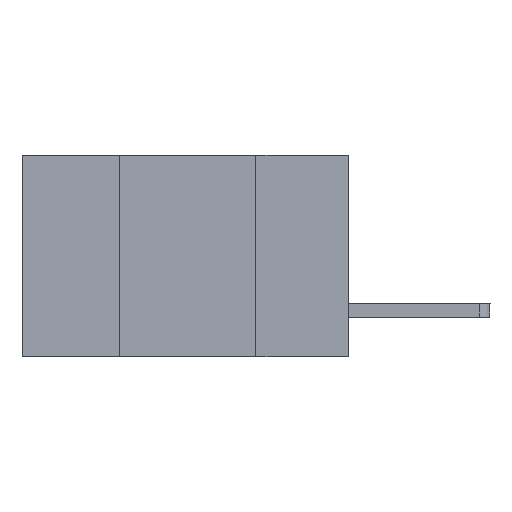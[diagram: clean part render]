
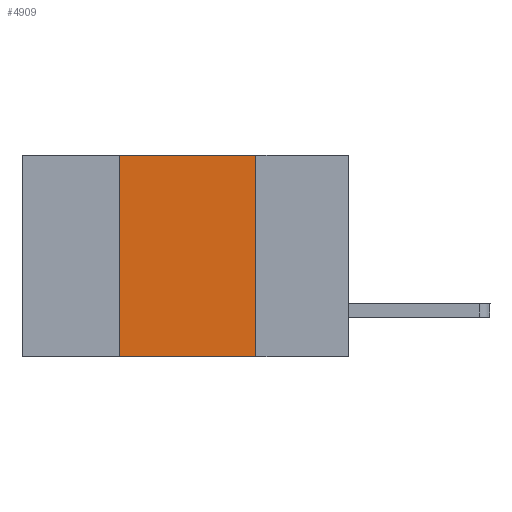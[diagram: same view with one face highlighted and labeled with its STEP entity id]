
A CAD part, left-side view. The second image highlights one B-rep face of the part: STEP entity #4909.
In plain terms, the highlighted planar face has unit normal (-1, 0, 0).
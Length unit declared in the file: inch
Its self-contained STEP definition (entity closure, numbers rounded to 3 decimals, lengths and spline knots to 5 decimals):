
#197 = VECTOR ( 'NONE', #9345, 39.37008 ) ;
#424 = CARTESIAN_POINT ( 'NONE',  ( 0., 0.6, -0.37 ) ) ;
#628 = EDGE_LOOP ( 'NONE', ( #7075, #11491, #3254, #9538 ) ) ;
#681 = EDGE_CURVE ( 'NONE', #7061, #2762, #3606, .T. ) ;
#1363 = DIRECTION ( 'NONE',  ( 0., 0., -1. ) ) ;
#1887 = CARTESIAN_POINT ( 'NONE',  ( 0., 0.42, 0. ) ) ;
#2170 = AXIS2_PLACEMENT_3D ( 'NONE', #5490, #7460, #6538 ) ;
#2635 = VERTEX_POINT ( 'NONE', #4395 ) ;
#2762 = VERTEX_POINT ( 'NONE', #10066 ) ;
#3254 = ORIENTED_EDGE ( 'NONE', *, *, #681, .F. ) ;
#3269 = LINE ( 'NONE', #424, #197 ) ;
#3288 = EDGE_CURVE ( 'NONE', #7061, #2635, #3269, .T. ) ;
#3606 = LINE ( 'NONE', #1887, #6920 ) ;
#3838 = DIRECTION ( 'NONE',  ( 0., 0., 1. ) ) ;
#4395 = CARTESIAN_POINT ( 'NONE',  ( 0., 0.17, -0.37 ) ) ;
#4909 = ADVANCED_FACE ( 'NONE', ( #9924 ), #10869, .F. ) ;
#5085 = LINE ( 'NONE', #9391, #9465 ) ;
#5089 = EDGE_CURVE ( 'NONE', #8955, #2635, #5085, .T. ) ;
#5490 = CARTESIAN_POINT ( 'NONE',  ( 0., 0.6, 0. ) ) ;
#5796 = EDGE_CURVE ( 'NONE', #2762, #8955, #7320, .T. ) ;
#6538 = DIRECTION ( 'NONE',  ( 0., 0., -1. ) ) ;
#6920 = VECTOR ( 'NONE', #3838, 39.37008 ) ;
#7061 = VERTEX_POINT ( 'NONE', #7263 ) ;
#7075 = ORIENTED_EDGE ( 'NONE', *, *, #5089, .F. ) ;
#7203 = CARTESIAN_POINT ( 'NONE',  ( 0., 0.6, 0. ) ) ;
#7263 = CARTESIAN_POINT ( 'NONE',  ( 0., 0.42, -0.37 ) ) ;
#7320 = LINE ( 'NONE', #7203, #9654 ) ;
#7460 = DIRECTION ( 'NONE',  ( 1., 0., 0. ) ) ;
#8955 = VERTEX_POINT ( 'NONE', #10586 ) ;
#9345 = DIRECTION ( 'NONE',  ( 0., -1., 0. ) ) ;
#9391 = CARTESIAN_POINT ( 'NONE',  ( 0., 0.17, 0. ) ) ;
#9465 = VECTOR ( 'NONE', #1363, 39.37008 ) ;
#9538 = ORIENTED_EDGE ( 'NONE', *, *, #3288, .T. ) ;
#9654 = VECTOR ( 'NONE', #9835, 39.37008 ) ;
#9835 = DIRECTION ( 'NONE',  ( 0., -1., 0. ) ) ;
#9924 = FACE_OUTER_BOUND ( 'NONE', #628, .T. ) ;
#10066 = CARTESIAN_POINT ( 'NONE',  ( 0., 0.42, 0. ) ) ;
#10586 = CARTESIAN_POINT ( 'NONE',  ( 0., 0.17, 0. ) ) ;
#10869 = PLANE ( 'NONE',  #2170 ) ;
#11491 = ORIENTED_EDGE ( 'NONE', *, *, #5796, .F. ) ;
